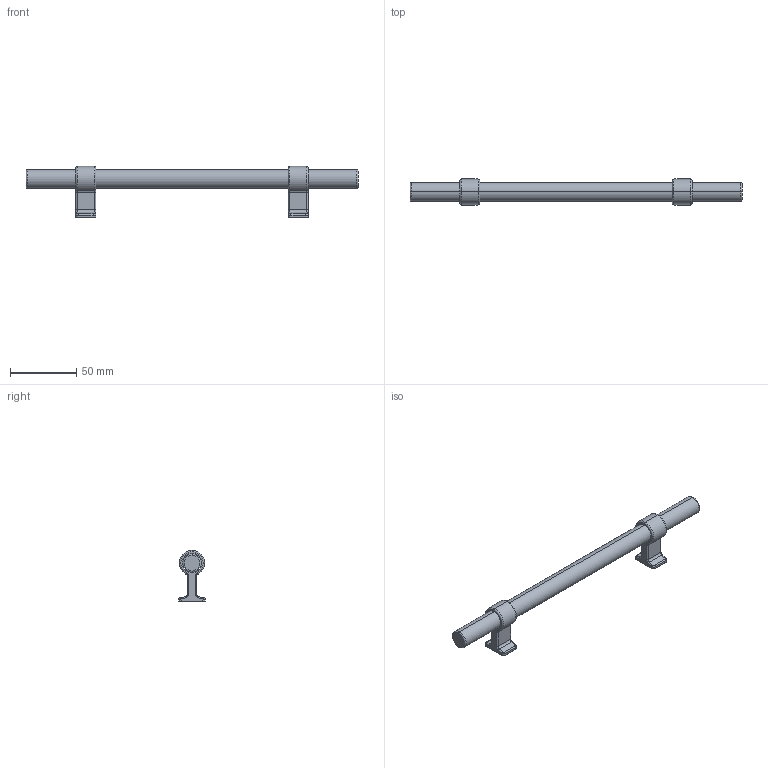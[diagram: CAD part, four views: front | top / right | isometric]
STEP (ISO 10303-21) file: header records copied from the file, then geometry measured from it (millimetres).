
FILE_DESCRIPTION (( 'STEP AP214' ), '1' );
FILE_NAME ('556920160 PD2300389 Handle.STEP', '2023-10-12T09:08:35', ( '' ), ( '' ), 'SwSTEP 2.0', 'SolidWorks 2022', '' );
FILE_SCHEMA (( 'AUTOMOTIVE_DESIGN' ));
Length unit declared in the file: millimetre
Products named in the file (5): PD2300389 bar_L240; set screw; PD2300389 foot; 556920160 PD2300389 Handle; PD2300389 foot with set screw
Assembly tree (5 placements, depth 3):
  556920160 PD2300389 Handle
    PD2300389 bar_L240
    PD2300389 foot with set screw  x2
      PD2300389 foot
      set screw
Bounding box: 250 x 20 x 38.5 mm (x, y, z)
Volume: 47245 mm3; surface area: 17835.2 mm2
Topology: 5 solids, 5 shells, 246 faces, 596 edges, 368 vertices
Faces by surface type: plane 82, cylinder 64, bspline 48, torus 44, cone 8
Entity records: 4133 total; most frequent: CARTESIAN_POINT 1077, ORIENTED_EDGE 610, DIRECTION 583, EDGE_CURVE 305, AXIS2_PLACEMENT_3D 216, VERTEX_POINT 188, VECTOR 151, LINE 151
